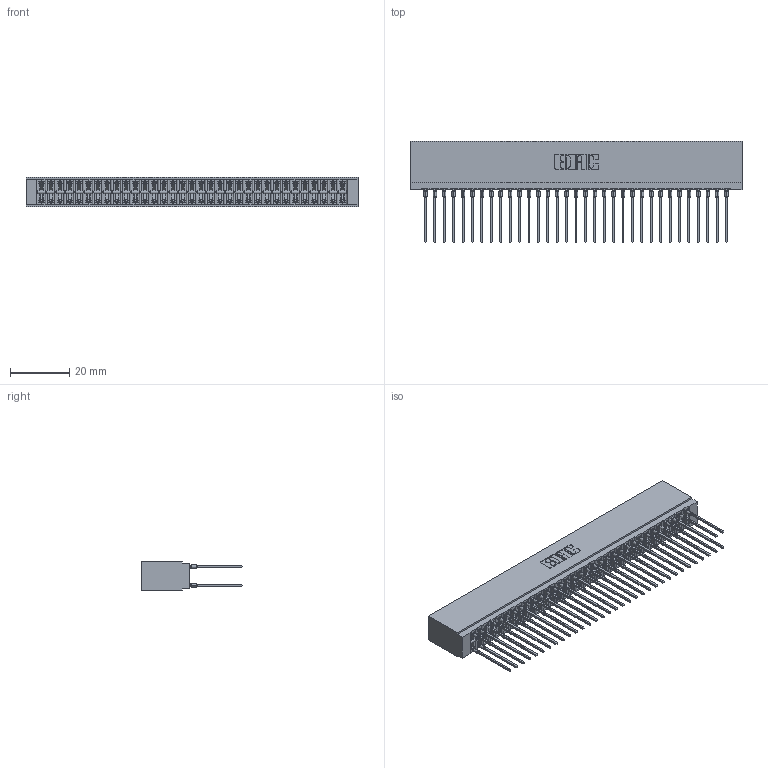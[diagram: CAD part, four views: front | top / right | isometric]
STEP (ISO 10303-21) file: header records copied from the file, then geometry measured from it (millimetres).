
FILE_DESCRIPTION (( 'STEP AP203' ), '1' );
FILE_NAME ('746-066-553-201.STEP', '2026-03-04T14:17:56', ( '' ), ( '' ), 'SwSTEP 2.0', 'SolidWorks 2023', '' );
FILE_SCHEMA (( 'CONFIG_CONTROL_DESIGN' ));
Length unit declared in the file: millimetre
Products named in the file (3): 746-066-553-201; 746 Part_.515 Slot Depth - 01; 746-292-001_553
Assembly tree (67 placements, depth 2):
  746-066-553-201
    746 Part_.515 Slot Depth - 01
    746-292-001_553  x66
Bounding box: 112.01 x 34.2 x 9.91 mm (x, y, z)
Volume: 12359.7 mm3; surface area: 21007 mm2
Topology: 67 solids, 67 shells, 6004 faces, 16499 edges, 10504 vertices
Faces by surface type: plane 3091, bspline 1320, cylinder 1197, torus 396
Entity records: 52191 total; most frequent: CARTESIAN_POINT 10455, ORIENTED_EDGE 8948, DIRECTION 7486, EDGE_CURVE 4474, VECTOR 3960, LINE 3960, VERTEX_POINT 2964, AXIS2_PLACEMENT_3D 1763
